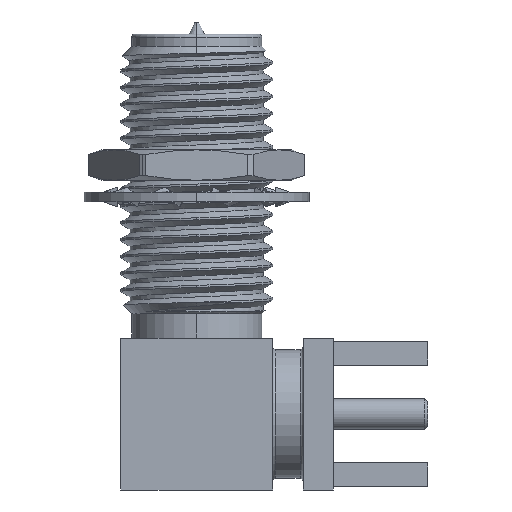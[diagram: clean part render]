
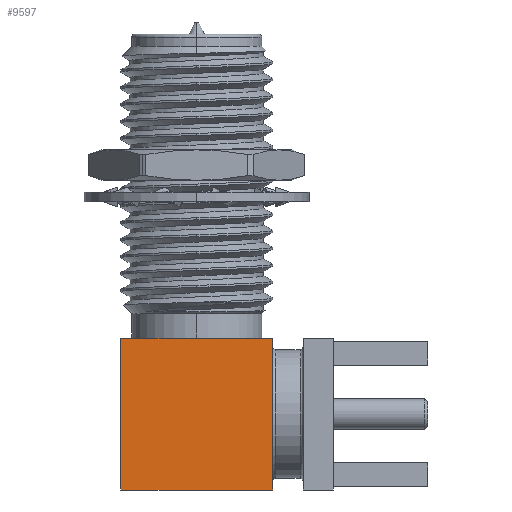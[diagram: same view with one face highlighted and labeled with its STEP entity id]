
A CAD part, left-side view. The second image highlights one B-rep face of the part: STEP entity #9597.
In plain terms, the highlighted planar face has unit normal (-1, 0, 0).
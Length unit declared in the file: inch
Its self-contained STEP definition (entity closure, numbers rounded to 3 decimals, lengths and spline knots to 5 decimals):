
#44 = DIRECTION ( 'NONE',  ( 0., 0., 1. ) ) ;
#116 = CARTESIAN_POINT ( 'NONE',  ( -0.125, 0.125, -0.125 ) ) ;
#439 = VERTEX_POINT ( 'NONE', #116 ) ;
#699 = DIRECTION ( 'NONE',  ( 0., 0., 1. ) ) ;
#1648 = EDGE_CURVE ( 'NONE', #6000, #439, #9760, .T. ) ;
#1877 = EDGE_LOOP ( 'NONE', ( #7225, #7665, #9384, #3614 ) ) ;
#1914 = EDGE_CURVE ( 'NONE', #439, #4746, #5525, .T. ) ;
#2118 = LINE ( 'NONE', #2478, #7473 ) ;
#2270 = DIRECTION ( 'NONE',  ( 0., 1., 0. ) ) ;
#2431 = VERTEX_POINT ( 'NONE', #3420 ) ;
#2478 = CARTESIAN_POINT ( 'NONE',  ( -0.125, -0.175, 0.125 ) ) ;
#2568 = EDGE_CURVE ( 'NONE', #6000, #2431, #3797, .T. ) ;
#2864 = VECTOR ( 'NONE', #44, 39.37008 ) ;
#3420 = CARTESIAN_POINT ( 'NONE',  ( -0.125, -0.125, 0.125 ) ) ;
#3614 = ORIENTED_EDGE ( 'NONE', *, *, #1914, .F. ) ;
#3784 = CARTESIAN_POINT ( 'NONE',  ( -0.125, -0.175, -0.125 ) ) ;
#3797 = LINE ( 'NONE', #4827, #2864 ) ;
#4633 = DIRECTION ( 'NONE',  ( -1., 0., 0. ) ) ;
#4688 = EDGE_CURVE ( 'NONE', #2431, #4746, #2118, .T. ) ;
#4746 = VERTEX_POINT ( 'NONE', #7798 ) ;
#4766 = VECTOR ( 'NONE', #2270, 39.37008 ) ;
#4827 = CARTESIAN_POINT ( 'NONE',  ( -0.125, -0.125, -0.125 ) ) ;
#5497 = DIRECTION ( 'NONE',  ( 0., 1., 0. ) ) ;
#5525 = LINE ( 'NONE', #8495, #9169 ) ;
#5650 = FACE_OUTER_BOUND ( 'NONE', #1877, .T. ) ;
#5721 = DIRECTION ( 'NONE',  ( 0., 0., 1. ) ) ;
#6000 = VERTEX_POINT ( 'NONE', #9588 ) ;
#6852 = AXIS2_PLACEMENT_3D ( 'NONE', #9246, #4633, #699 ) ;
#6935 = PLANE ( 'NONE',  #6852 ) ;
#7225 = ORIENTED_EDGE ( 'NONE', *, *, #1648, .F. ) ;
#7473 = VECTOR ( 'NONE', #5497, 39.37008 ) ;
#7665 = ORIENTED_EDGE ( 'NONE', *, *, #2568, .T. ) ;
#7798 = CARTESIAN_POINT ( 'NONE',  ( -0.125, 0.125, 0.125 ) ) ;
#8495 = CARTESIAN_POINT ( 'NONE',  ( -0.125, 0.125, -0.125 ) ) ;
#9169 = VECTOR ( 'NONE', #5721, 39.37008 ) ;
#9246 = CARTESIAN_POINT ( 'NONE',  ( -0.125, -0.175, -0.125 ) ) ;
#9384 = ORIENTED_EDGE ( 'NONE', *, *, #4688, .T. ) ;
#9588 = CARTESIAN_POINT ( 'NONE',  ( -0.125, -0.125, -0.125 ) ) ;
#9597 = ADVANCED_FACE ( 'NONE', ( #5650 ), #6935, .T. ) ;
#9760 = LINE ( 'NONE', #3784, #4766 ) ;
